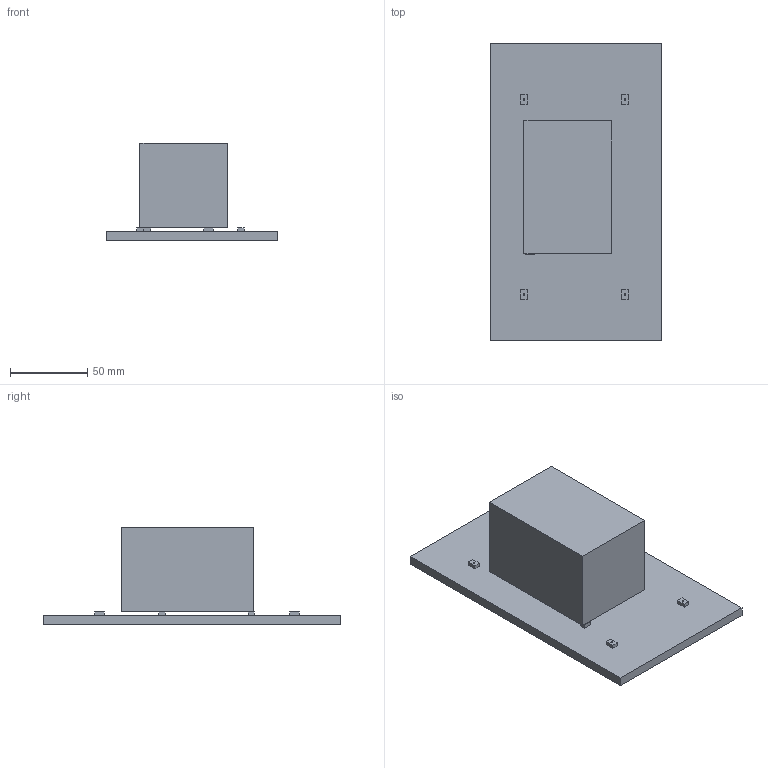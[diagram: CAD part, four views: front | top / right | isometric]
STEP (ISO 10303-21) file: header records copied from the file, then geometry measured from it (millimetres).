
FILE_DESCRIPTION (( 'STEP AP214' ), '1' );
FILE_NAME ('ScreenPi.STEP', '2021-12-08T00:38:50', ( '' ), ( '' ), 'SwSTEP 2.0', 'SolidWorks 2022', '' );
FILE_SCHEMA (( 'AUTOMOTIVE_DESIGN' ));
Length unit declared in the file: millimetre
Products named in the file (3): Screen; Raspberry Pi; ScreenPi
Assembly tree (2 placements, depth 2):
  ScreenPi
    Screen
    Raspberry Pi
Bounding box: 111.5 x 193 x 63.5 mm (x, y, z)
Volume: 401197.5 mm3; surface area: 72684 mm2
Topology: 2 solids, 2 shells, 72 faces, 156 edges, 104 vertices
Faces by surface type: plane 52, cylinder 20
Entity records: 2070 total; most frequent: DIRECTION 350, CARTESIAN_POINT 337, ORIENTED_EDGE 312, EDGE_CURVE 156, AXIS2_PLACEMENT_3D 117, VECTOR 116, LINE 116, VERTEX_POINT 104
